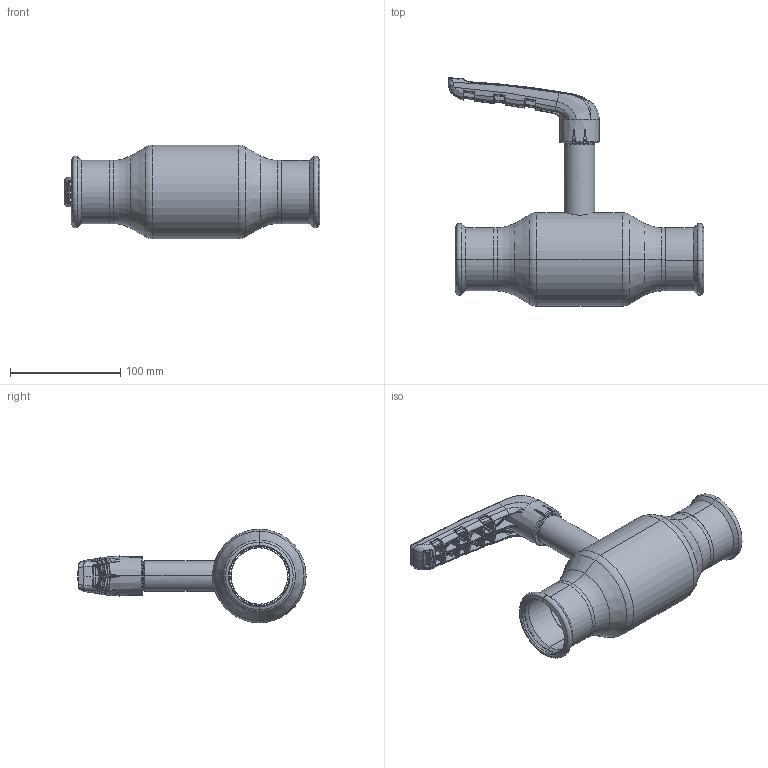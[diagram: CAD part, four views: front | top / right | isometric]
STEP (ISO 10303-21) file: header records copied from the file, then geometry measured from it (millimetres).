
FILE_DESCRIPTION (( 'STEP AP214' ), '1' );
FILE_NAME ('1050000101-xxxx.step', '2019-05-07T12:25:40', ( '' ), ( '' ), 'SwSTEP 2.0', 'SolidWorks 2017', '' );
FILE_SCHEMA (( 'AUTOMOTIVE_DESIGN' ));
Length unit declared in the file: millimetre
Products named in the file (1): 1050000101-xxxx
Bounding box: 232.35 x 207.31 x 85 mm (x, y, z)
Surface area: 100973.8 mm2 (no closed solid volume)
Topology: 0 solids, 12 shells, 754 faces, 2633 edges, 1743 vertices
Faces by surface type: bspline 622, plane 39, cylinder 36, cone 30, torus 21, sphere 6
Entity records: 58774 total; most frequent: CARTESIAN_POINT 34287, ORIENTED_EDGE 4035, EDGE_CURVE 2615, B_SPLINE_CURVE_WITH_KNOTS 1843, VERTEX_POINT 1739, DIRECTION 1649, EDGE_LOOP 762, UNCERTAINTY_MEASURE_WITH_UNIT 756
